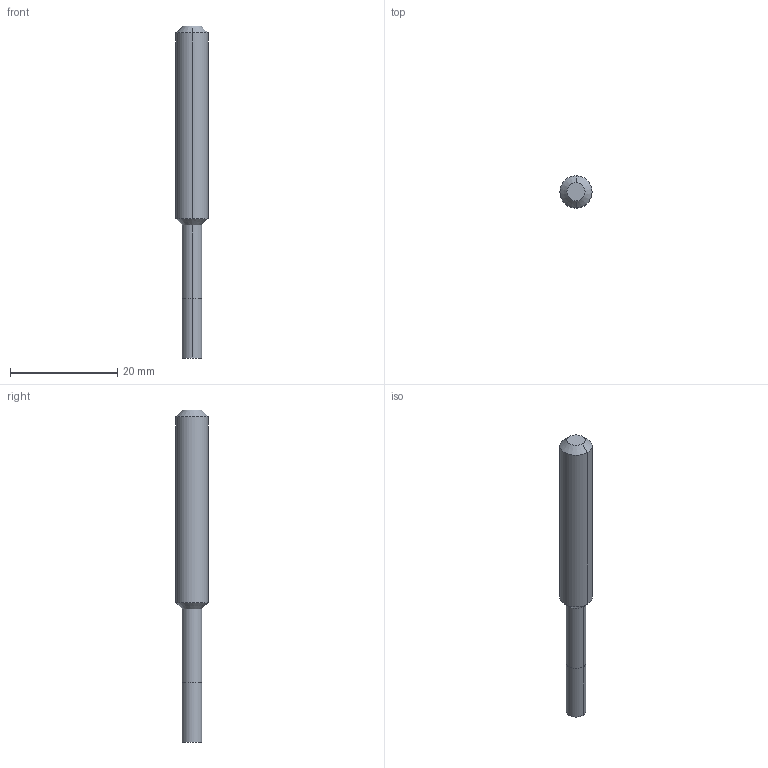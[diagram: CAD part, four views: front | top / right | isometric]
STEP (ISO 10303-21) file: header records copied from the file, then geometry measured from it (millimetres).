
FILE_DESCRIPTION(('STEP AP214'),'1');
FILE_NAME('607797155-000-00-E43.stp','2022-09-19T08:55:28',(' '),(' '),'Spatial InterOp 3D',' ',' ');
FILE_SCHEMA(('AUTOMOTIVE_DESIGN { 1 0 10303 214 1 1 1 1 }'));
Length unit declared in the file: millimetre
Products named in the file (1): 1
Bounding box: 6 x 6 x 62 mm (x, y, z)
Volume: 1293.1 mm3; surface area: 1036.2 mm2
Topology: 2 solids, 2 shells, 14 faces, 37 edges, 40 vertices
Faces by surface type: cylinder 6, plane 4, cone 4
Entity records: 637 total; most frequent: DIRECTION 87, CARTESIAN_POINT 71, ORIENTED_EDGE 48, AXIS2_PLACEMENT_3D 34, STYLED_ITEM 27, PRESENTATION_STYLE_ASSIGNMENT 27, COLOUR_RGB 27, EDGE_CURVE 24
